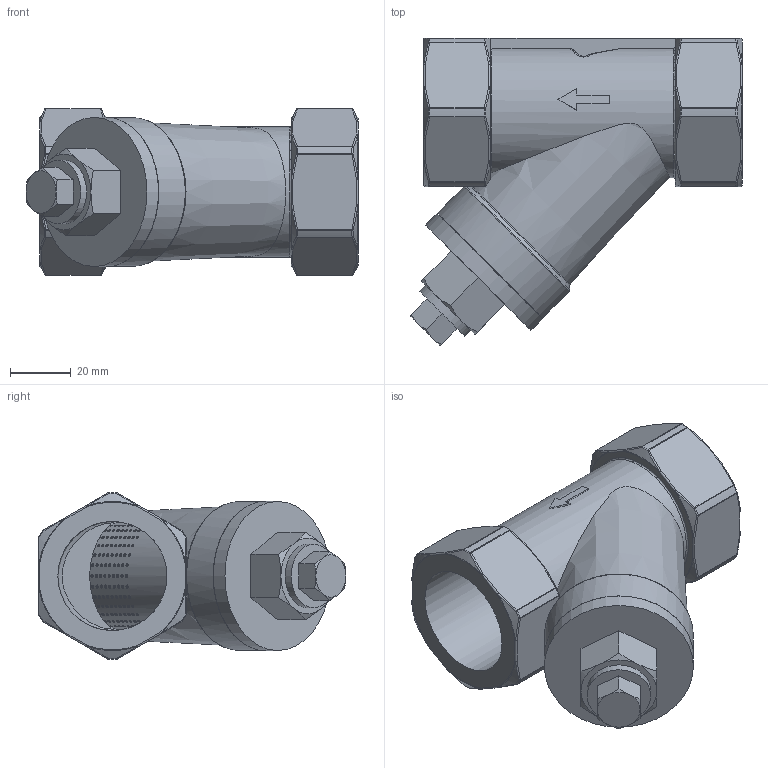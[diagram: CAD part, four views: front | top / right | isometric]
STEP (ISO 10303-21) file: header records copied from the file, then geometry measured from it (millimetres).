
FILE_DESCRIPTION(/* description */ ('Unknown'),/* implementation_level */ '2;1');
FILE_NAME(/* name */ 'YS-800-DN32',/* time_stamp */ '2021-12-07T11:37:35+08:00',/* author */ ('Unknown'),/* organization */ ('Unknown'),/* preprocessor_version */ 'ST-DEVELOPER v16.7',/* originating_system */ 'DEX',/* authorisation */ $);
FILE_SCHEMA (('AUTOMOTIVE_DESIGN {1 0 10303 214 3 1 1}'));
Length unit declared in the file: millimetre
Products named in the file (2): YS-800-DN32; YS-800 Y-Strainers - Thread End - PN40 - DN32
Assembly tree (1 placements, depth 2):
  YS-800-DN32
    YS-800 Y-Strainers - Thread End - PN40 - DN32
Bounding box: 109.51 x 101.51 x 54.99 mm (x, y, z)
Volume: 112092.2 mm3; surface area: 56341.1 mm2
Topology: 2 solids, 2 shells, 699 faces, 2153 edges, 1402 vertices
Faces by surface type: cylinder 400, sphere 94, bspline 61, plane 53, torus 53, cone 38
Full cylindrical faces by diameter (mm): 1 x320, 21 x1, 32 x1, 35.2 x1, 36 x3, 40 x1, 47 x1, 49 x1, 49.2 x1
Entity records: 27020 total; most frequent: CARTESIAN_POINT 11945, ORIENTED_EDGE 2850, DIRECTION 2309, EDGE_LOOP 1681, FACE_BOUND 1681, EDGE_CURVE 1425, AXIS2_PLACEMENT_3D 1074, VERTEX_POINT 1070
